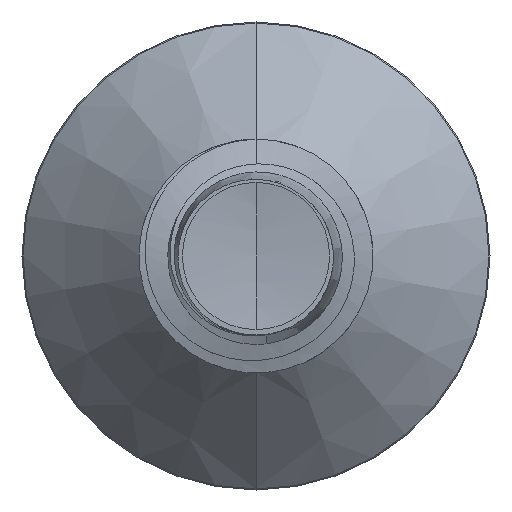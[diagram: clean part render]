
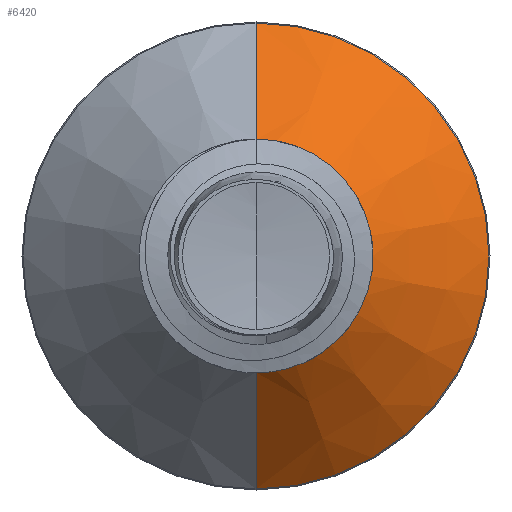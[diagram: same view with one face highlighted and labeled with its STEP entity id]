
A CAD part, front view. The second image highlights one B-rep face of the part: STEP entity #6420.
In plain terms, the highlighted conical face has half-angle 45 degrees and reference radius 0.996 mm.
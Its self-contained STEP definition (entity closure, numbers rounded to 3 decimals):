
#236 = ORIENTED_EDGE ( 'NONE', *, *, #2925, .F. ) ;
#583 = ORIENTED_EDGE ( 'NONE', *, *, #3578, .T. ) ;
#1197 = AXIS2_PLACEMENT_3D ( 'NONE', #2048, #11308, #5884 ) ;
#1869 = CARTESIAN_POINT ( 'NONE',  ( 0., 2.641, -1.991 ) ) ;
#2048 = CARTESIAN_POINT ( 'NONE',  ( 0., 1.646, 0. ) ) ;
#2123 = CONICAL_SURFACE ( 'NONE', #1197, 0.996, 0.785 ) ;
#2925 = EDGE_CURVE ( 'NONE', #8986, #7269, #10107, .T. ) ;
#3063 = EDGE_CURVE ( 'NONE', #6825, #7269, #5765, .T. ) ;
#3088 = LINE ( 'NONE', #9534, #7692 ) ;
#3578 = EDGE_CURVE ( 'NONE', #9832, #6825, #8201, .T. ) ;
#3689 = DIRECTION ( 'NONE',  ( 0., 0.707, 0.707 ) ) ;
#4480 = AXIS2_PLACEMENT_3D ( 'NONE', #10671, #10669, #10662 ) ;
#4651 = CARTESIAN_POINT ( 'NONE',  ( 0., 1.646, 0.996 ) ) ;
#5052 = EDGE_LOOP ( 'NONE', ( #583, #9838, #236, #8596 ) ) ;
#5765 = LINE ( 'NONE', #10484, #9901 ) ;
#5884 = DIRECTION ( 'NONE',  ( 0., 0., 1. ) ) ;
#6296 = EDGE_CURVE ( 'NONE', #9832, #8986, #3088, .T. ) ;
#6420 = ADVANCED_FACE ( 'NONE', ( #9284 ), #2123, .T. ) ;
#6455 = DIRECTION ( 'NONE',  ( 0., 0., 1. ) ) ;
#6471 = DIRECTION ( 'NONE',  ( 0., 1., 0. ) ) ;
#6479 = CARTESIAN_POINT ( 'NONE',  ( 0., 1.646, 0. ) ) ;
#6825 = VERTEX_POINT ( 'NONE', #9248 ) ;
#7269 = VERTEX_POINT ( 'NONE', #1869 ) ;
#7569 = AXIS2_PLACEMENT_3D ( 'NONE', #6479, #6471, #6455 ) ;
#7692 = VECTOR ( 'NONE', #3689, 1000. ) ;
#8201 = CIRCLE ( 'NONE', #7569, 0.996 ) ;
#8596 = ORIENTED_EDGE ( 'NONE', *, *, #6296, .F. ) ;
#8738 = CARTESIAN_POINT ( 'NONE',  ( 0., 2.641, 1.991 ) ) ;
#8986 = VERTEX_POINT ( 'NONE', #8738 ) ;
#9248 = CARTESIAN_POINT ( 'NONE',  ( 0., 1.646, -0.996 ) ) ;
#9284 = FACE_OUTER_BOUND ( 'NONE', #5052, .T. ) ;
#9534 = CARTESIAN_POINT ( 'NONE',  ( 0., 1.646, 0.996 ) ) ;
#9832 = VERTEX_POINT ( 'NONE', #4651 ) ;
#9838 = ORIENTED_EDGE ( 'NONE', *, *, #3063, .T. ) ;
#9901 = VECTOR ( 'NONE', #10486, 1000. ) ;
#10107 = CIRCLE ( 'NONE', #4480, 1.991 ) ;
#10484 = CARTESIAN_POINT ( 'NONE',  ( 0., 1.646, -0.996 ) ) ;
#10486 = DIRECTION ( 'NONE',  ( 0., 0.707, -0.707 ) ) ;
#10662 = DIRECTION ( 'NONE',  ( 0., 0., 1. ) ) ;
#10669 = DIRECTION ( 'NONE',  ( 0., 1., 0. ) ) ;
#10671 = CARTESIAN_POINT ( 'NONE',  ( 0., 2.641, 0. ) ) ;
#11308 = DIRECTION ( 'NONE',  ( 0., 1., 0. ) ) ;
